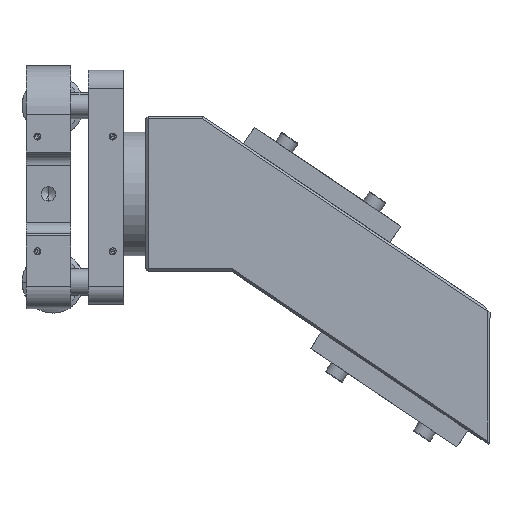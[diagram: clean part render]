
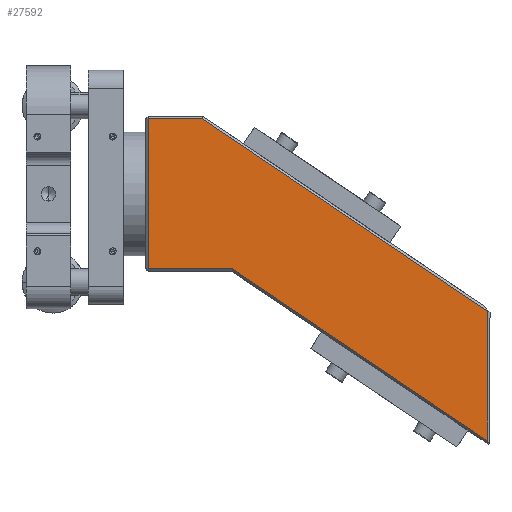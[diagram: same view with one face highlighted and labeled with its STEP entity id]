
A CAD part, front view. The second image highlights one B-rep face of the part: STEP entity #27592.
In plain terms, the highlighted face is planar.
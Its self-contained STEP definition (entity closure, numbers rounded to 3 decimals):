
#2392 = EDGE_CURVE ( 'NONE', #20071, #20068, #27144, .T. ) ;
#2393 = EDGE_CURVE ( 'NONE', #20068, #20094, #27134, .T. ) ;
#2394 = EDGE_CURVE ( 'NONE', #20094, #20064, #27148, .T. ) ;
#2395 = EDGE_CURVE ( 'NONE', #20064, #20062, #27150, .T. ) ;
#2396 = EDGE_CURVE ( 'NONE', #20062, #20060, #27152, .T. ) ;
#2397 = EDGE_CURVE ( 'NONE', #20060, #20071, #27154, .T. ) ;
#5572 = CARTESIAN_POINT ( 'NONE',  ( 0., 30., -34.5 ) ) ;
#5584 = CARTESIAN_POINT ( 'NONE',  ( 12.72, 30., -34.585 ) ) ;
#5586 = DIRECTION ( 'NONE',  ( -0.829, 0., -0.559 ) ) ;
#5587 = DIRECTION ( 'NONE',  ( -1., 0., 0. ) ) ;
#5588 = CARTESIAN_POINT ( 'NONE',  ( 0.5, 30., 0. ) ) ;
#5589 = DIRECTION ( 'NONE',  ( 0., 0., 1. ) ) ;
#5590 = CARTESIAN_POINT ( 'NONE',  ( 19.5, 30., -0.5 ) ) ;
#5591 = DIRECTION ( 'NONE',  ( 1., 0., 0. ) ) ;
#5592 = CARTESIAN_POINT ( 'NONE',  ( 78.28, 30., 39.044 ) ) ;
#5593 = DIRECTION ( 'NONE',  ( 0.829, 0., 0.559 ) ) ;
#5594 = CARTESIAN_POINT ( 'NONE',  ( 77.5, 30., 8.843 ) ) ;
#5595 = DIRECTION ( 'NONE',  ( 0., 0., -1. ) ) ;
#9784 = FACE_OUTER_BOUND ( 'NONE', #15589, .T. ) ;
#10724 = AXIS2_PLACEMENT_3D ( 'NONE', #20481, #20493, #20495 ) ;
#15589 = EDGE_LOOP ( 'NONE', ( #26463, #26465, #26467, #26469, #26471, #26473 ) ) ;
#20060 = VERTEX_POINT ( 'NONE', #23875 ) ;
#20062 = VERTEX_POINT ( 'NONE', #23876 ) ;
#20064 = VERTEX_POINT ( 'NONE', #23877 ) ;
#20068 = VERTEX_POINT ( 'NONE', #23879 ) ;
#20071 = VERTEX_POINT ( 'NONE', #23881 ) ;
#20094 = VERTEX_POINT ( 'NONE', #23892 ) ;
#20481 = CARTESIAN_POINT ( 'NONE',  ( 0., 30., 0. ) ) ;
#20489 = PLANE ( 'NONE',  #10724 ) ;
#20493 = DIRECTION ( 'NONE',  ( 0., 1., 0. ) ) ;
#20495 = DIRECTION ( 'NONE',  ( 0., 0., 1. ) ) ;
#23875 = CARTESIAN_POINT ( 'NONE',  ( 77.5, 30., 38.518 ) ) ;
#23876 = CARTESIAN_POINT ( 'NONE',  ( 19.653, 30., -0.5 ) ) ;
#23877 = CARTESIAN_POINT ( 'NONE',  ( 0.5, 30., -0.5 ) ) ;
#23879 = CARTESIAN_POINT ( 'NONE',  ( 12.847, 30., -34.5 ) ) ;
#23881 = CARTESIAN_POINT ( 'NONE',  ( 77.5, 30., 9.109 ) ) ;
#23892 = CARTESIAN_POINT ( 'NONE',  ( 0.5, 30., -34.5 ) ) ;
#26463 = ORIENTED_EDGE ( 'NONE', *, *, #2392, .T. ) ;
#26465 = ORIENTED_EDGE ( 'NONE', *, *, #2393, .T. ) ;
#26467 = ORIENTED_EDGE ( 'NONE', *, *, #2394, .T. ) ;
#26469 = ORIENTED_EDGE ( 'NONE', *, *, #2395, .T. ) ;
#26471 = ORIENTED_EDGE ( 'NONE', *, *, #2396, .T. ) ;
#26473 = ORIENTED_EDGE ( 'NONE', *, *, #2397, .T. ) ;
#27134 = LINE ( 'NONE', #5572, #27149 ) ;
#27144 = LINE ( 'NONE', #5584, #27147 ) ;
#27147 = VECTOR ( 'NONE', #5586, 1000. ) ;
#27148 = LINE ( 'NONE', #5588, #27151 ) ;
#27149 = VECTOR ( 'NONE', #5587, 1000. ) ;
#27150 = LINE ( 'NONE', #5590, #27153 ) ;
#27151 = VECTOR ( 'NONE', #5589, 1000. ) ;
#27152 = LINE ( 'NONE', #5592, #27155 ) ;
#27153 = VECTOR ( 'NONE', #5591, 1000. ) ;
#27154 = LINE ( 'NONE', #5594, #27157 ) ;
#27155 = VECTOR ( 'NONE', #5593, 1000. ) ;
#27157 = VECTOR ( 'NONE', #5595, 1000. ) ;
#27592 = ADVANCED_FACE ( 'NONE', ( #9784 ), #20489, .T. ) ;
